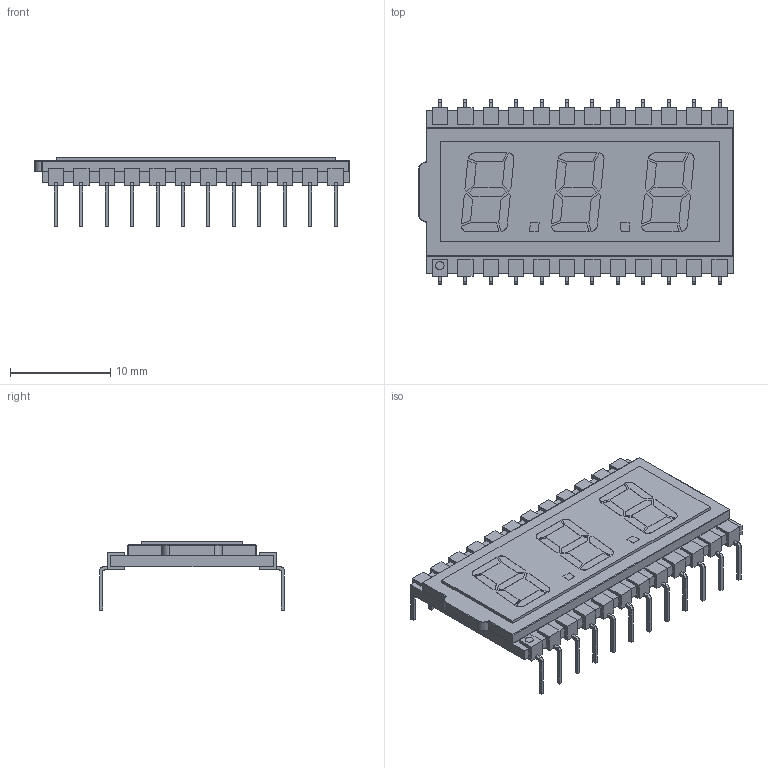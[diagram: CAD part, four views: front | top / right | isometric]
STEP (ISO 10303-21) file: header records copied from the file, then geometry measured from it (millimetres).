
FILE_DESCRIPTION (( 'STEP AP214' ), '1' );
FILE_NAME ('LCD-S301C31TR.STEP', '2023-06-07T02:23:01', ( '' ), ( '' ), 'SwSTEP 2.0', 'SolidWorks 2022', '' );
FILE_SCHEMA (( 'AUTOMOTIVE_DESIGN' ));
Length unit declared in the file: millimetre
Products named in the file (54): terminal_6; digits_8; digits_7; terminal_18; terminal_16; digits_16; digits_13; terminal_21; lcd base; terminal_20; terminal_13; digits_19; terminal_15; digits; digits_14; digits_10; terminal_14; terminal_2; digits_15; terminal_19; digits_12; terminal_5; digits_21; terminal_12; terminal; digits_4; terminal_24; digits_2; terminal_4; digits_17; digits_22; digits_23; logo_2; terminal_23; terminal_3; digits_18; digits_20; terminal_22; glass; pcb ...
Assembly tree (53 placements, depth 3):
  LCD-S301C31TR
    pcb
    terminal
      terminal_13
      terminal_14
      terminal_11
      terminal_22
      terminal_4
      terminal_12
      terminal_20
      terminal_5
      terminal_15
      terminal_10
      terminal_24
      terminal_23
      terminal_3
      terminal_21
      terminal_7
      terminal_6
      terminal
      terminal_17
      terminal_8
      terminal_19
      terminal_9
      terminal_16
      terminal_18
      terminal_2
    lcd base
    glass
    digits
      digits
      digits_10
      digits_16
      digits_17
      digits_2
      digits_18
      digits_9
      digits_20
      digits_5
      digits_7
      digits_21
      digits_19
      digits_15
      digits_23
      digits_12
      digits_11
      digits_4
      digits_3
      digits_22
      digits_13
      digits_6
      digits_8
      digits_14
    logo_2
Bounding box: 31.45 x 18.4 x 6.8 mm (x, y, z)
Volume: 1127.8 mm3; surface area: 3409.9 mm2
Topology: 51 solids, 51 shells, 822 faces, 2076 edges, 1364 vertices
Faces by surface type: plane 704, cylinder 70, bspline 48
Entity records: 35979 total; most frequent: CARTESIAN_POINT 5072, ORIENTED_EDGE 4120, DIRECTION 3844, EDGE_CURVE 2060, VECTOR 1828, LINE 1828, VERTEX_POINT 1364, AXIS2_PLACEMENT_3D 1008
